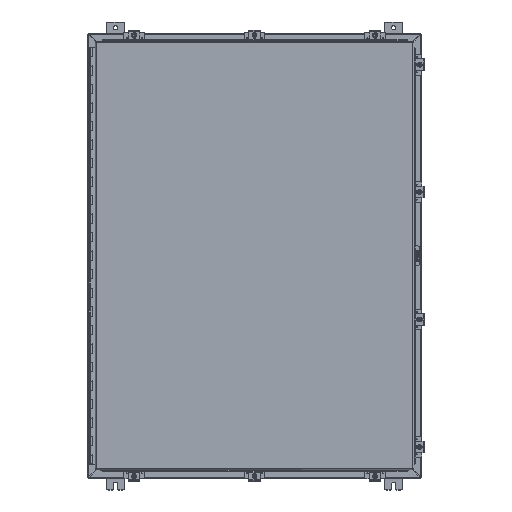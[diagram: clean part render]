
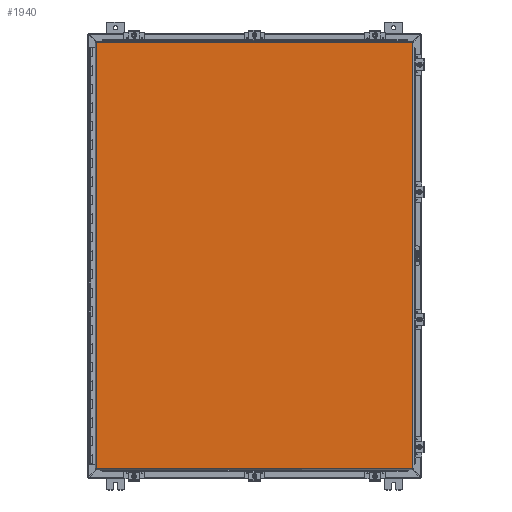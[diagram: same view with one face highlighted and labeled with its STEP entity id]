
A CAD part, top view. The second image highlights one B-rep face of the part: STEP entity #1940.
In plain terms, the highlighted face is planar.
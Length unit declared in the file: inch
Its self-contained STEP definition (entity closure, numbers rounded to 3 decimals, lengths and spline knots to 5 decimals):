
#341 = VECTOR ( 'NONE', #31121, 39.37008 ) ;
#1940 = ADVANCED_FACE ( 'NONE', ( #39506 ), #32478, .F. ) ;
#2085 = CARTESIAN_POINT ( 'NONE',  ( -17.08225, 22.9885, 0. ) ) ;
#2695 = DIRECTION ( 'NONE',  ( 1., 0., 0. ) ) ;
#2989 = EDGE_LOOP ( 'NONE', ( #33185, #24627, #9182, #31632 ) ) ;
#7414 = DIRECTION ( 'NONE',  ( 0., -1., 0. ) ) ;
#9170 = LINE ( 'NONE', #39141, #50974 ) ;
#9182 = ORIENTED_EDGE ( 'NONE', *, *, #26662, .T. ) ;
#9360 = EDGE_CURVE ( 'NONE', #10872, #24704, #27289, .T. ) ;
#10872 = VERTEX_POINT ( 'NONE', #16236 ) ;
#13947 = CARTESIAN_POINT ( 'NONE',  ( 17.08225, 22.9885, 0. ) ) ;
#14380 = CARTESIAN_POINT ( 'NONE',  ( 17.08225, 22.9885, 0. ) ) ;
#14625 = VERTEX_POINT ( 'NONE', #31276 ) ;
#15268 = VECTOR ( 'NONE', #2695, 39.37008 ) ;
#16236 = CARTESIAN_POINT ( 'NONE',  ( -17.08225, 22.9885, 0. ) ) ;
#17283 = VECTOR ( 'NONE', #7414, 39.37008 ) ;
#24627 = ORIENTED_EDGE ( 'NONE', *, *, #9360, .T. ) ;
#24704 = VERTEX_POINT ( 'NONE', #14380 ) ;
#26662 = EDGE_CURVE ( 'NONE', #24704, #45722, #49659, .T. ) ;
#27289 = LINE ( 'NONE', #2085, #15268 ) ;
#28859 = EDGE_CURVE ( 'NONE', #14625, #10872, #9170, .T. ) ;
#30058 = AXIS2_PLACEMENT_3D ( 'NONE', #31413, #31230, #31131 ) ;
#30348 = CARTESIAN_POINT ( 'NONE',  ( 17.08225, -22.9885, 0. ) ) ;
#31121 = DIRECTION ( 'NONE',  ( -1., 0., 0. ) ) ;
#31131 = DIRECTION ( 'NONE',  ( 1., 0., 0. ) ) ;
#31230 = DIRECTION ( 'NONE',  ( 0., 0., 1. ) ) ;
#31276 = CARTESIAN_POINT ( 'NONE',  ( -17.08225, -22.9885, 0. ) ) ;
#31413 = CARTESIAN_POINT ( 'NONE',  ( 0., 0., 0. ) ) ;
#31424 = LINE ( 'NONE', #30348, #341 ) ;
#31632 = ORIENTED_EDGE ( 'NONE', *, *, #33139, .T. ) ;
#32379 = CARTESIAN_POINT ( 'NONE',  ( 17.08225, -22.9885, 0. ) ) ;
#32478 = PLANE ( 'NONE',  #30058 ) ;
#33139 = EDGE_CURVE ( 'NONE', #45722, #14625, #31424, .T. ) ;
#33185 = ORIENTED_EDGE ( 'NONE', *, *, #28859, .T. ) ;
#38950 = DIRECTION ( 'NONE',  ( 0., 1., 0. ) ) ;
#39141 = CARTESIAN_POINT ( 'NONE',  ( -17.08225, -22.9885, 0. ) ) ;
#39506 = FACE_OUTER_BOUND ( 'NONE', #2989, .T. ) ;
#45722 = VERTEX_POINT ( 'NONE', #32379 ) ;
#49659 = LINE ( 'NONE', #13947, #17283 ) ;
#50974 = VECTOR ( 'NONE', #38950, 39.37008 ) ;
